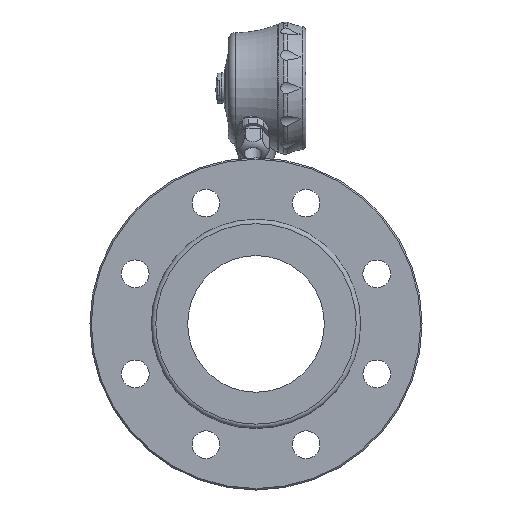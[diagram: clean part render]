
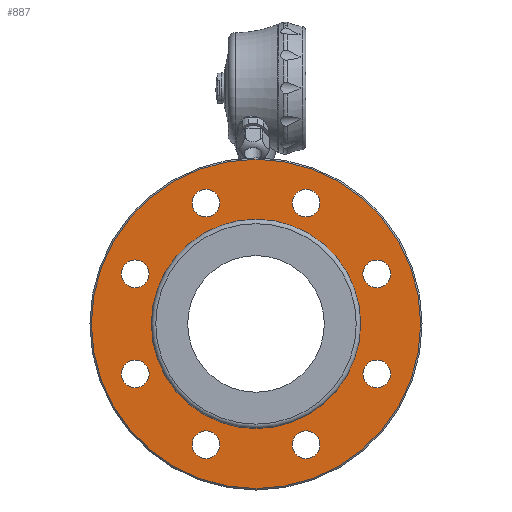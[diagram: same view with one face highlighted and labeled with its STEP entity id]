
A CAD part, front view. The second image highlights one B-rep face of the part: STEP entity #887.
In plain terms, the highlighted planar face has unit normal (0, -1, 0).
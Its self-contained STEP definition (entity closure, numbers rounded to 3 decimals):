
#887 = ADVANCED_FACE( '', ( #2156, #2157, #2158, #2159, #2160, #2161, #2162, #2163, #2164, #2165 ), #2166, .T. );
#2156 = FACE_OUTER_BOUND( '', #4114, .T. );
#2157 = FACE_BOUND( '', #4115, .T. );
#2158 = FACE_BOUND( '', #4116, .T. );
#2159 = FACE_BOUND( '', #4117, .T. );
#2160 = FACE_BOUND( '', #4118, .T. );
#2161 = FACE_BOUND( '', #4119, .T. );
#2162 = FACE_BOUND( '', #4120, .T. );
#2163 = FACE_BOUND( '', #4121, .T. );
#2164 = FACE_BOUND( '', #4122, .T. );
#2165 = FACE_BOUND( '', #4123, .T. );
#2166 = PLANE( '', #4124 );
#4114 = EDGE_LOOP( '', ( #7302 ) );
#4115 = EDGE_LOOP( '', ( #7303 ) );
#4116 = EDGE_LOOP( '', ( #7304 ) );
#4117 = EDGE_LOOP( '', ( #7305 ) );
#4118 = EDGE_LOOP( '', ( #7306 ) );
#4119 = EDGE_LOOP( '', ( #7307 ) );
#4120 = EDGE_LOOP( '', ( #7308 ) );
#4121 = EDGE_LOOP( '', ( #7309 ) );
#4122 = EDGE_LOOP( '', ( #7310 ) );
#4123 = EDGE_LOOP( '', ( #7311 ) );
#4124 = AXIS2_PLACEMENT_3D( '', #7312, #7313, #7314 );
#7302 = ORIENTED_EDGE( '', *, *, #10572, .T. );
#7303 = ORIENTED_EDGE( '', *, *, #11177, .F. );
#7304 = ORIENTED_EDGE( '', *, *, #11178, .F. );
#7305 = ORIENTED_EDGE( '', *, *, #11179, .F. );
#7306 = ORIENTED_EDGE( '', *, *, #10417, .F. );
#7307 = ORIENTED_EDGE( '', *, *, #11180, .F. );
#7308 = ORIENTED_EDGE( '', *, *, #11181, .F. );
#7309 = ORIENTED_EDGE( '', *, *, #10328, .F. );
#7310 = ORIENTED_EDGE( '', *, *, #11092, .F. );
#7311 = ORIENTED_EDGE( '', *, *, #10743, .F. );
#7312 = CARTESIAN_POINT( '', ( 0., -117., 72. ) );
#7313 = DIRECTION( '', ( 0., -1., 0. ) );
#7314 = DIRECTION( '', ( 0., 0., 1. ) );
#10328 = EDGE_CURVE( '', #12130, #12130, #12131, .T. );
#10417 = EDGE_CURVE( '', #12287, #12287, #12288, .T. );
#10572 = EDGE_CURVE( '', #12568, #12568, #12569, .T. );
#10743 = EDGE_CURVE( '', #12874, #12874, #12875, .T. );
#11092 = EDGE_CURVE( '', #13425, #13425, #13426, .T. );
#11177 = EDGE_CURVE( '', #13554, #13554, #13555, .T. );
#11178 = EDGE_CURVE( '', #13556, #13556, #13557, .T. );
#11179 = EDGE_CURVE( '', #13558, #13558, #13559, .T. );
#11180 = EDGE_CURVE( '', #13560, #13560, #13561, .T. );
#11181 = EDGE_CURVE( '', #13562, #13562, #13563, .T. );
#12130 = VERTEX_POINT( '', #14826 );
#12131 = CIRCLE( '', #14827, 9.55 );
#12287 = VERTEX_POINT( '', #15308 );
#12288 = CIRCLE( '', #15309, 9.55 );
#12568 = VERTEX_POINT( '', #15881 );
#12569 = CIRCLE( '', #15882, 113.3 );
#12874 = VERTEX_POINT( '', #16437 );
#12875 = CIRCLE( '', #16438, 72. );
#13425 = VERTEX_POINT( '', #18092 );
#13426 = CIRCLE( '', #18093, 9.55 );
#13554 = VERTEX_POINT( '', #18343 );
#13555 = CIRCLE( '', #18344, 9.55 );
#13556 = VERTEX_POINT( '', #18345 );
#13557 = CIRCLE( '', #18346, 9.55 );
#13558 = VERTEX_POINT( '', #18347 );
#13559 = CIRCLE( '', #18348, 9.55 );
#13560 = VERTEX_POINT( '', #18349 );
#13561 = CIRCLE( '', #18350, 9.55 );
#13562 = VERTEX_POINT( '', #18351 );
#13563 = CIRCLE( '', #18352, 9.55 );
#14826 = CARTESIAN_POINT( '', ( -41.194, -117., 76.396 ) );
#14827 = AXIS2_PLACEMENT_3D( '', #21547, #21548, #21549 );
#15308 = CARTESIAN_POINT( '', ( -24.892, -117., -83.149 ) );
#15309 = AXIS2_PLACEMENT_3D( '', #21667, #21668, #21669 );
#15881 = CARTESIAN_POINT( '', ( 0., -117., 113.3 ) );
#15882 = AXIS2_PLACEMENT_3D( '', #21840, #21841, #21842 );
#16437 = CARTESIAN_POINT( '', ( 0., -117., 72. ) );
#16438 = AXIS2_PLACEMENT_3D( '', #22027, #22028, #22029 );
#18092 = CARTESIAN_POINT( '', ( 24.892, -117., 83.149 ) );
#18093 = AXIS2_PLACEMENT_3D( '', #22391, #22392, #22393 );
#18343 = CARTESIAN_POINT( '', ( 76.396, -117., 41.194 ) );
#18344 = AXIS2_PLACEMENT_3D( '', #22479, #22480, #22481 );
#18345 = CARTESIAN_POINT( '', ( 83.149, -117., -24.892 ) );
#18346 = AXIS2_PLACEMENT_3D( '', #22482, #22483, #22484 );
#18347 = CARTESIAN_POINT( '', ( 41.194, -117., -76.396 ) );
#18348 = AXIS2_PLACEMENT_3D( '', #22485, #22486, #22487 );
#18349 = CARTESIAN_POINT( '', ( -76.396, -117., -41.194 ) );
#18350 = AXIS2_PLACEMENT_3D( '', #22488, #22489, #22490 );
#18351 = CARTESIAN_POINT( '', ( -83.149, -117., 24.892 ) );
#18352 = AXIS2_PLACEMENT_3D( '', #22491, #22492, #22493 );
#21547 = CARTESIAN_POINT( '', ( -34.442, -117., 83.149 ) );
#21548 = DIRECTION( '', ( 0., -1., 0. ) );
#21549 = DIRECTION( '', ( -0.707, 0., -0.707 ) );
#21667 = CARTESIAN_POINT( '', ( -34.442, -117., -83.149 ) );
#21668 = DIRECTION( '', ( 0., -1., 0. ) );
#21669 = DIRECTION( '', ( 1., 0., 0. ) );
#21840 = CARTESIAN_POINT( '', ( 0., -117., 0. ) );
#21841 = DIRECTION( '', ( 0., -1., 0. ) );
#21842 = DIRECTION( '', ( 0., 0., 1. ) );
#22027 = CARTESIAN_POINT( '', ( 0., -117., 0. ) );
#22028 = DIRECTION( '', ( 0., -1., 0. ) );
#22029 = DIRECTION( '', ( 0., 0., 1. ) );
#22391 = CARTESIAN_POINT( '', ( 34.442, -117., 83.149 ) );
#22392 = DIRECTION( '', ( 0., -1., 0. ) );
#22393 = DIRECTION( '', ( -1., 0., 0. ) );
#22479 = CARTESIAN_POINT( '', ( 83.149, -117., 34.442 ) );
#22480 = DIRECTION( '', ( 0., -1., 0. ) );
#22481 = DIRECTION( '', ( -0.707, 0., 0.707 ) );
#22482 = CARTESIAN_POINT( '', ( 83.149, -117., -34.442 ) );
#22483 = DIRECTION( '', ( 0., -1., 0. ) );
#22484 = DIRECTION( '', ( 0., 0., 1. ) );
#22485 = CARTESIAN_POINT( '', ( 34.442, -117., -83.149 ) );
#22486 = DIRECTION( '', ( 0., -1., 0. ) );
#22487 = DIRECTION( '', ( 0.707, 0., 0.707 ) );
#22488 = CARTESIAN_POINT( '', ( -83.149, -117., -34.442 ) );
#22489 = DIRECTION( '', ( 0., -1., 0. ) );
#22490 = DIRECTION( '', ( 0.707, 0., -0.707 ) );
#22491 = CARTESIAN_POINT( '', ( -83.149, -117., 34.442 ) );
#22492 = DIRECTION( '', ( 0., -1., 0. ) );
#22493 = DIRECTION( '', ( 0., 0., -1. ) );
